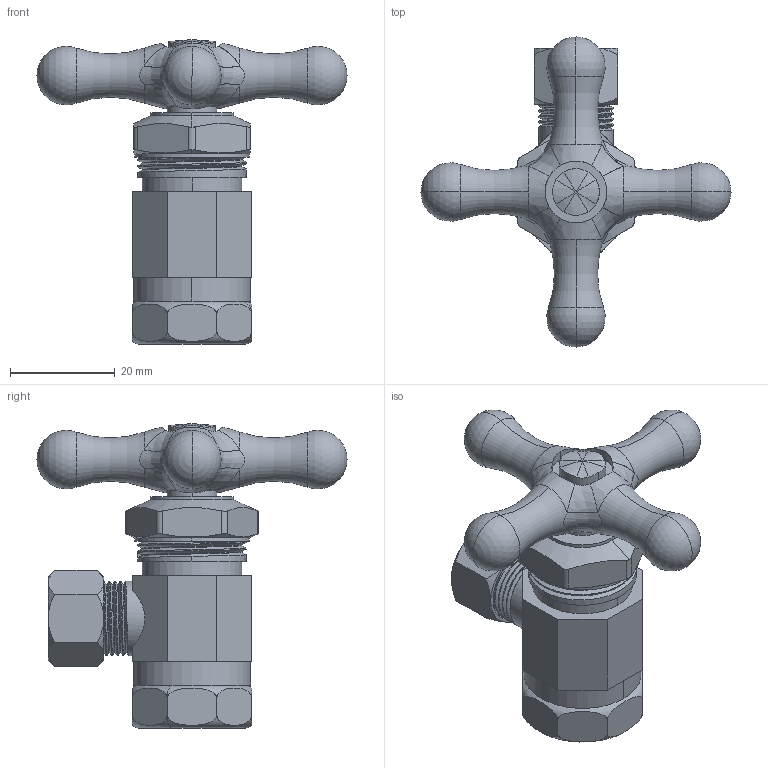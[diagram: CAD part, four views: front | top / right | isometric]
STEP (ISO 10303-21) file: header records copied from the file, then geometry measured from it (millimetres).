
FILE_DESCRIPTION((''),'2;1');
FILE_NAME('401X','2021-06-11T20:20:05',('NSantos'),(''),'CREO PARAMETRIC BY PTC INC, 2018500','CREO PARAMETRIC BY PTC INC, 2018500','');
FILE_SCHEMA(('CONFIG_CONTROL_DESIGN'));
Length unit declared in the file: inch
Products named in the file (1): 401X
Bounding box: 59.18 x 59.18 x 58.12 mm (x, y, z)
Volume: 16799.8 mm3; surface area: 22613.1 mm2
Topology: 2 solids, 29 shells, 753 faces, 2183 edges, 1427 vertices
Faces by surface type: plane 257, cylinder 235, bspline 148, cone 71, torus 24, sphere 18
Entity records: 43520 total; most frequent: CARTESIAN_POINT 25714, ORIENTED_EDGE 4081, DIRECTION 2972, EDGE_CURVE 2165, VERTEX_POINT 1427, AXIS2_PLACEMENT_3D 1123, B_SPLINE_CURVE_WITH_KNOTS 922, EDGE_LOOP 807
